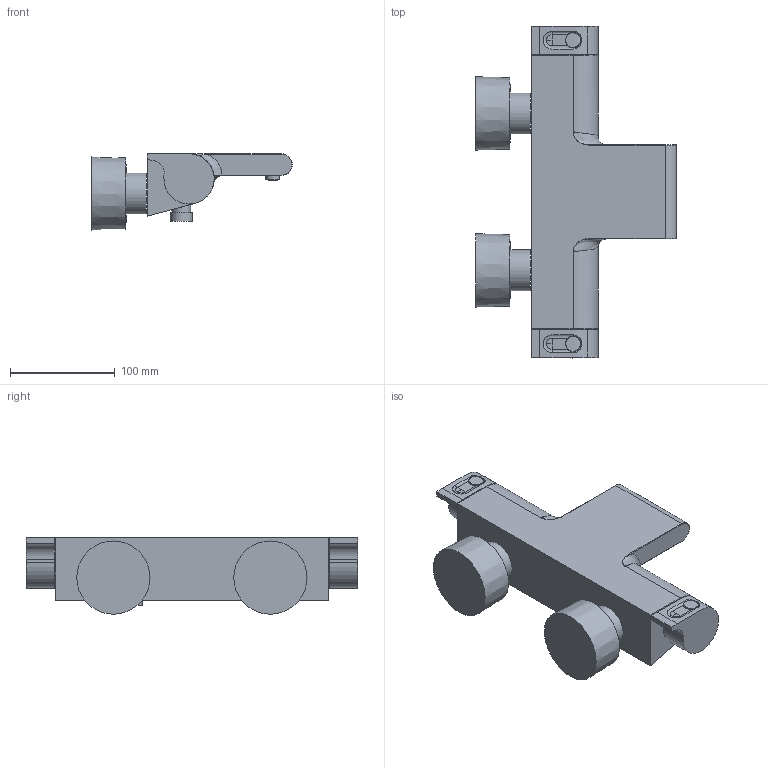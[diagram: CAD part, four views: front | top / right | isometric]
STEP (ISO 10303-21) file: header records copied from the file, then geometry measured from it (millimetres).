
FILE_DESCRIPTION(/* description */ ('Unknown'),/* implementation_level */ '2;1');
FILE_NAME(/* name */ '34174001',/* time_stamp */ '2022-09-01T03:57:03+02:00',/* author */ ('Unknown'),/* organization */ ('GROHE AG'),/* preprocessor_version */ 'ST-DEVELOPER v16.7',/* originating_system */ 'DEX',/* authorisation */ $);
FILE_SCHEMA (('AUTOMOTIVE_DESIGN {1 0 10303 214 3 1 1}'));
Length unit declared in the file: millimetre
Products named in the file (5): 34174001; 34174001_0; id77; 403671038_GRIFF_THM-_TEMPERATUR_01603250
Assembly tree (4 placements, depth 2):
  34174001
    34174001
    34174001_0
    id77
    403671038_GRIFF_THM-_TEMPERATUR_01603250
Bounding box: 191.6 x 317.2 x 73.03 mm (x, y, z)
Volume: 356135.4 mm3; surface area: 142092.3 mm2
Topology: 4 solids, 14 shells, 93 faces, 277 edges, 201 vertices
Faces by surface type: plane 38, bspline 26, cylinder 23, cone 2, sphere 2, torus 2
Full cylindrical faces by diameter (mm): 14 x2, 14.7 x2, 18 x1, 18.5 x1, 20.96 x1, 39 x2, 40 x2
Entity records: 5307 total; most frequent: CARTESIAN_POINT 2801, ORIENTED_EDGE 468, DIRECTION 319, EDGE_CURVE 249, VERTEX_POINT 188, B_SPLINE_CURVE_WITH_KNOTS 128, AXIS2_PLACEMENT_3D 126, EDGE_LOOP 113
